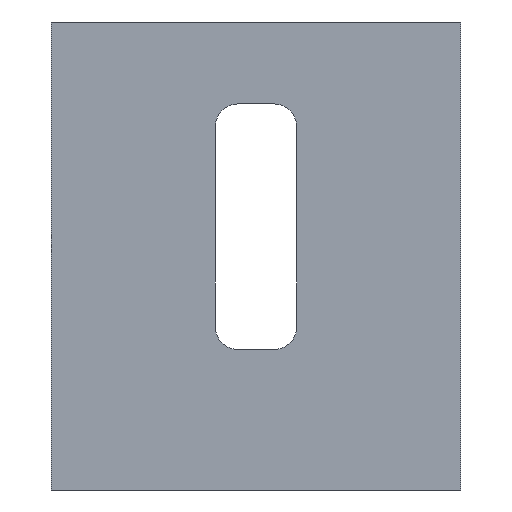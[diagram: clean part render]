
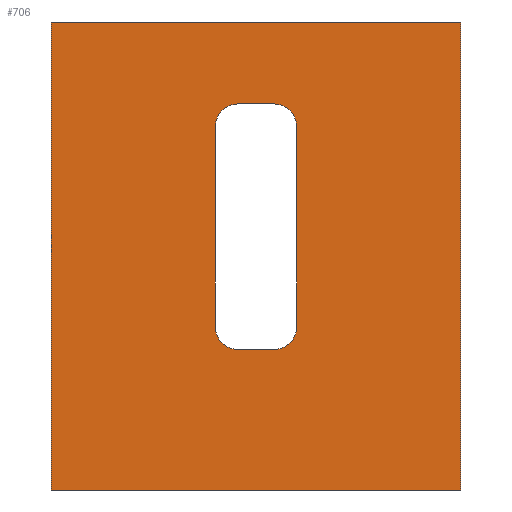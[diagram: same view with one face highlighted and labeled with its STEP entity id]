
A CAD part, front view. The second image highlights one B-rep face of the part: STEP entity #706.
In plain terms, the highlighted planar face has unit normal (0, -1, 0).
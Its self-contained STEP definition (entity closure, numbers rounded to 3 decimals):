
#18=FACE_BOUND('',#140,.T.);
#35=CIRCLE('',#740,2.);
#36=CIRCLE('',#743,2.);
#47=CIRCLE('',#771,2.);
#48=CIRCLE('',#774,2.);
#96=FACE_OUTER_BOUND('',#139,.T.);
#139=EDGE_LOOP('',(#623,#624,#625,#626));
#140=EDGE_LOOP('',(#627,#628,#629,#630,#631,#632,#633,#634));
#162=LINE('',#1049,#236);
#165=LINE('',#1057,#239);
#196=LINE('',#1141,#270);
#199=LINE('',#1149,#273);
#210=LINE('',#1177,#284);
#213=LINE('',#1182,#287);
#214=LINE('',#1185,#288);
#215=LINE('',#1186,#289);
#236=VECTOR('',#846,10.);
#239=VECTOR('',#855,10.);
#270=VECTOR('',#936,10.);
#273=VECTOR('',#945,10.);
#284=VECTOR('',#976,10.);
#287=VECTOR('',#981,10.);
#288=VECTOR('',#984,10.);
#289=VECTOR('',#985,10.);
#307=VERTEX_POINT('',#1041);
#308=VERTEX_POINT('',#1043);
#309=VERTEX_POINT('',#1047);
#310=VERTEX_POINT('',#1051);
#311=VERTEX_POINT('',#1055);
#339=VERTEX_POINT('',#1140);
#340=VERTEX_POINT('',#1144);
#341=VERTEX_POINT('',#1148);
#347=VERTEX_POINT('',#1174);
#348=VERTEX_POINT('',#1176);
#349=VERTEX_POINT('',#1180);
#350=VERTEX_POINT('',#1184);
#376=EDGE_CURVE('',#308,#307,#35,.T.);
#379=EDGE_CURVE('',#307,#309,#162,.T.);
#381=EDGE_CURVE('',#309,#310,#36,.T.);
#383=EDGE_CURVE('',#310,#311,#165,.T.);
#424=EDGE_CURVE('',#339,#308,#196,.T.);
#426=EDGE_CURVE('',#340,#339,#47,.T.);
#428=EDGE_CURVE('',#341,#340,#199,.T.);
#430=EDGE_CURVE('',#311,#341,#48,.T.);
#442=EDGE_CURVE('',#348,#347,#210,.T.);
#445=EDGE_CURVE('',#347,#349,#213,.T.);
#446=EDGE_CURVE('',#349,#350,#214,.T.);
#447=EDGE_CURVE('',#350,#348,#215,.T.);
#623=ORIENTED_EDGE('',*,*,#446,.T.);
#624=ORIENTED_EDGE('',*,*,#447,.T.);
#625=ORIENTED_EDGE('',*,*,#442,.T.);
#626=ORIENTED_EDGE('',*,*,#445,.T.);
#627=ORIENTED_EDGE('',*,*,#383,.T.);
#628=ORIENTED_EDGE('',*,*,#430,.T.);
#629=ORIENTED_EDGE('',*,*,#428,.T.);
#630=ORIENTED_EDGE('',*,*,#426,.T.);
#631=ORIENTED_EDGE('',*,*,#424,.T.);
#632=ORIENTED_EDGE('',*,*,#376,.T.);
#633=ORIENTED_EDGE('',*,*,#379,.T.);
#634=ORIENTED_EDGE('',*,*,#381,.T.);
#666=PLANE('',#784);
#706=ADVANCED_FACE('',(#96,#18),#666,.F.);
#740=AXIS2_PLACEMENT_3D('',#1044,#840,#841);
#743=AXIS2_PLACEMENT_3D('',#1053,#850,#851);
#771=AXIS2_PLACEMENT_3D('',#1145,#940,#941);
#774=AXIS2_PLACEMENT_3D('',#1152,#949,#950);
#784=AXIS2_PLACEMENT_3D('',#1183,#982,#983);
#840=DIRECTION('center_axis',(0.,1.,0.));
#841=DIRECTION('ref_axis',(0.,0.,1.));
#846=DIRECTION('',(0.,0.,-1.));
#850=DIRECTION('center_axis',(0.,1.,0.));
#851=DIRECTION('ref_axis',(1.,0.,0.));
#855=DIRECTION('',(-1.,0.,0.));
#936=DIRECTION('',(1.,0.,0.));
#940=DIRECTION('center_axis',(0.,1.,0.));
#941=DIRECTION('ref_axis',(-1.,0.,0.));
#945=DIRECTION('',(0.,0.,1.));
#949=DIRECTION('center_axis',(0.,1.,0.));
#950=DIRECTION('ref_axis',(0.,0.,-1.));
#976=DIRECTION('',(0.,0.,-1.));
#981=DIRECTION('',(1.,0.,0.));
#982=DIRECTION('center_axis',(0.,1.,0.));
#983=DIRECTION('ref_axis',(1.,0.,0.));
#984=DIRECTION('',(0.,0.,1.));
#985=DIRECTION('',(-1.,0.,0.));
#1041=CARTESIAN_POINT('',(13.,0.,23.));
#1043=CARTESIAN_POINT('',(11.,0.,25.));
#1044=CARTESIAN_POINT('Origin',(11.,0.,
23.));
#1047=CARTESIAN_POINT('',(13.,0.,6.));
#1049=CARTESIAN_POINT('',(13.,0.,17.5));
#1051=CARTESIAN_POINT('',(11.,0.,4.));
#1053=CARTESIAN_POINT('Origin',(11.,0.,
6.));
#1055=CARTESIAN_POINT('',(8.,0.,4.));
#1057=CARTESIAN_POINT('',(10.25,0.,4.));
#1140=CARTESIAN_POINT('',(8.,0.,25.));
#1141=CARTESIAN_POINT('',(8.75,0.,25.));
#1144=CARTESIAN_POINT('',(6.,0.,23.));
#1145=CARTESIAN_POINT('Origin',(8.,0.,23.));
#1148=CARTESIAN_POINT('',(6.,0.,6.));
#1149=CARTESIAN_POINT('',(6.,0.,9.));
#1152=CARTESIAN_POINT('Origin',(8.,0.,6.));
#1174=CARTESIAN_POINT('',(-8.,0.,-8.));
#1176=CARTESIAN_POINT('',(-8.,0.,32.));
#1177=CARTESIAN_POINT('',(-8.,0.,-3.));
#1180=CARTESIAN_POINT('',(27.,0.,-8.));
#1182=CARTESIAN_POINT('',(-8.,0.,-8.));
#1183=CARTESIAN_POINT('Origin',(9.5,0.,12.));
#1184=CARTESIAN_POINT('',(27.,0.,32.));
#1185=CARTESIAN_POINT('',(27.,0.,-8.));
#1186=CARTESIAN_POINT('',(27.,0.,32.));
